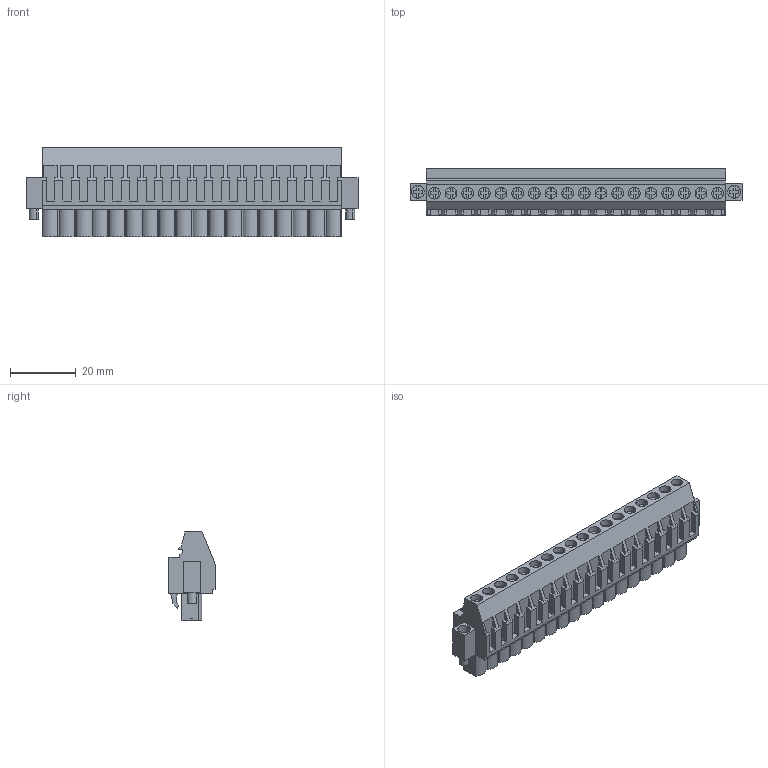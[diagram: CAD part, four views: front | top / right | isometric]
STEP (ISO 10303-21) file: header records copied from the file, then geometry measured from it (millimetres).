
FILE_DESCRIPTION(('CATIA V5 STEP','CAx-IF Rec.Pracs.--- Model Styling and Organization---1.2---2011-12-15'),'2;1');
FILE_NAME ('7246748_2_1950200000_1950200000.stp','2017-09-08T12:20:54+00:00',('none'),('Weidmueller'),'CATIA Version 5-6 Release 2014','CATIA V5 STEP AP214','none');
FILE_SCHEMA(('AUTOMOTIVE_DESIGN { 1 0 10303 214 1 1 1 1 }'));
Length unit declared in the file: millimetre
Products named in the file (1): 1950200000
Bounding box: 101.24 x 14.1 x 27.2 mm (x, y, z)
Volume: 21239.7 mm3; surface area: 12652.1 mm2
Topology: 21 solids, 21 shells, 1226 faces, 3379 edges, 2276 vertices
Faces by surface type: plane 1044, cylinder 180, extrusion 2
Entity records: 35672 total; most frequent: ORIENTED_EDGE 6758, CARTESIAN_POINT 6363, DIRECTION 4787, EDGE_CURVE 3379, VECTOR 2937, LINE 2935, VERTEX_POINT 2276, EDGE_LOOP 1311
